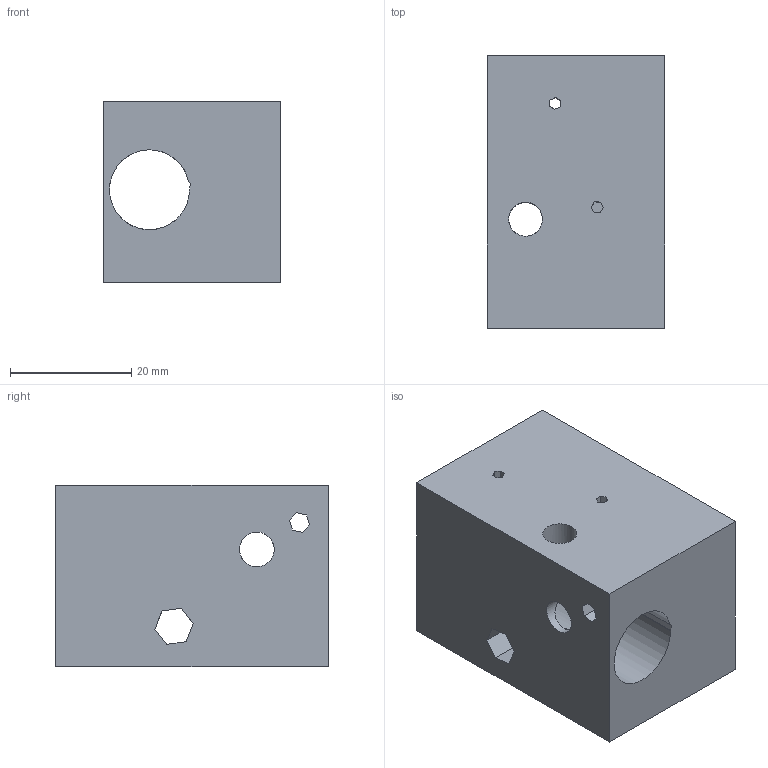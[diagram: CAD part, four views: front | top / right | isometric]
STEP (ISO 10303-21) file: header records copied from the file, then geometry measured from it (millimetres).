
FILE_DESCRIPTION(('Open CASCADE Model'),'2;1');
FILE_NAME('Open CASCADE Shape Model','2021-04-30T09:17:53',('Author'),( 'Open CASCADE'),'Open CASCADE STEP processor 7.4','Open CASCADE 7.4' ,'Unknown');
FILE_SCHEMA(('AUTOMOTIVE_DESIGN { 1 0 10303 214 1 1 1 1 }'));
Length unit declared in the file: millimetre
Products named in the file (1): Open CASCADE STEP translator 7.4 126
Bounding box: 29.37 x 45.03 x 29.92 mm (x, y, z)
Volume: 31388 mm3; surface area: 10072.2 mm2
Topology: 1 solids, 1 shells, 52 faces, 151 edges, 101 vertices
Faces by surface type: plane 47, cylinder 5
Full cylindrical faces by diameter (mm): 5.599 x2, 5.757 x1
Entity records: 5625 total; most frequent: CARTESIAN_POINT 2653, DIRECTION 513, LINE 332, VECTOR 332, ORIENTED_EDGE 302, PCURVE 302, DEFINITIONAL_REPRESENTATION 302, EDGE_CURVE 151
